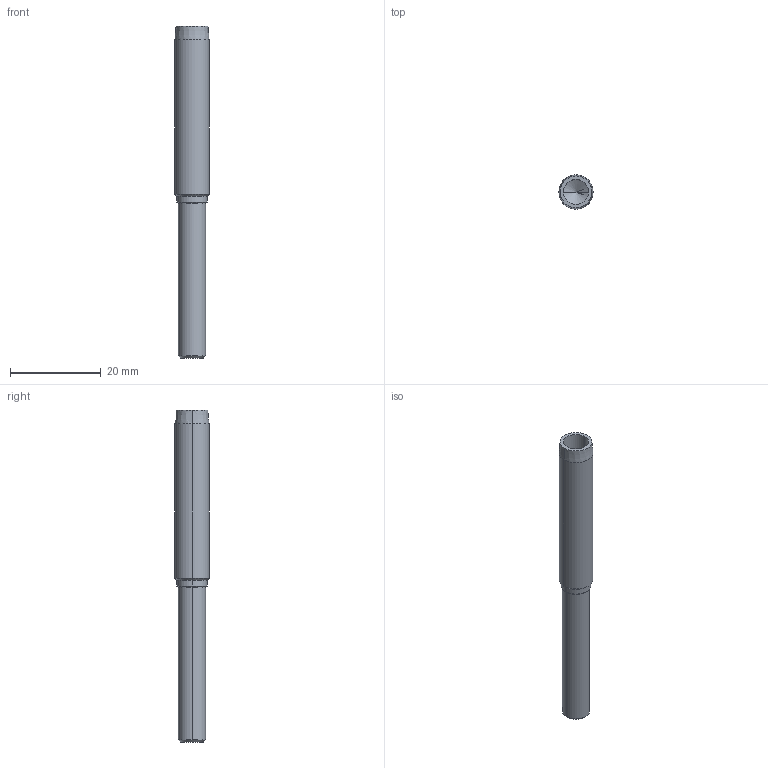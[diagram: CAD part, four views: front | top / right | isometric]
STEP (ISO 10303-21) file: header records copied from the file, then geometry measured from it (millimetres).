
FILE_DESCRIPTION (( 'STEP AP214' ), '1' );
FILE_NAME ('A14_L4-5-LEFT.STEP', '2022-04-11T10:20:51', ( '' ), ( '' ), 'SwSTEP 2.0', 'SolidWorks 2019', '' );
FILE_SCHEMA (( 'AUTOMOTIVE_DESIGN' ));
Length unit declared in the file: millimetre
Products named in the file (1): A14_L4-5-LEFT
Bounding box: 7.5 x 7.5 x 73 mm (x, y, z)
Volume: 1929 mm3; surface area: 2142.2 mm2
Topology: 1 solids, 1 shells, 20 faces, 40 edges, 21 vertices
Faces by surface type: cone 10, cylinder 8, plane 2
Entity records: 554 total; most frequent: DIRECTION 100, CARTESIAN_POINT 80, ORIENTED_EDGE 76, AXIS2_PLACEMENT_3D 41, EDGE_CURVE 38, EDGE_LOOP 21, VERTEX_POINT 21, ADVANCED_FACE 20
